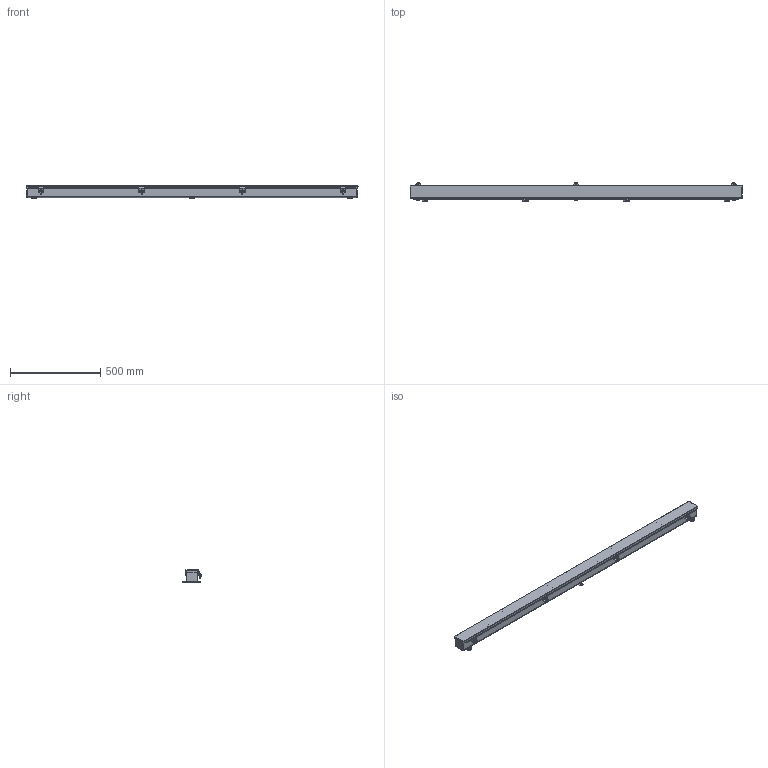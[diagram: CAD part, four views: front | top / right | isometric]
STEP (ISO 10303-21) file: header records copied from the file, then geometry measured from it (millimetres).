
FILE_DESCRIPTION(/* description */ ('JIC,WW TROUGH,CH 2.5X2.5X72'),/* implementation_level */ '2;1');
FILE_NAME(/* name */ 'T2272CH.stp',/* time_stamp */ '2018-10-23T06:23:10-05:00',/* author */ ('KA'),/* organization */ (''),/* preprocessor_version */ 'ST-DEVELOPER v17',/* originating_system */ 'Autodesk Inventor 2018',/* authorisation */ '');
FILE_SCHEMA (('AUTOMOTIVE_DESIGN { 1 0 10303 214 3 1 1 }'));
Length unit declared in the file: inch
Products named in the file (12): T2272CH; T2272CHBKP; T22CHLRS; 34844; T2272CHLP; C1001; 3289; 3289LH; 3289LH_1; 3289P; 372134; C1002
Assembly tree (23 placements, depth 3):
  T2272CH
    T2272CHBKP
    T22CHLRS  x2
    34844  x3
    T2272CHLP
    C1001  x4
    3289
      3289LH
      3289LH_1
      3289P
    372134  x4
    C1002  x4
Bounding box: 1836.74 x 104.01 x 70.68 mm (x, y, z)
Volume: 1188380.9 mm3; surface area: 1349774.9 mm2
Topology: 22 solids, 22 shells, 1095 faces, 3057 edges, 2014 vertices
Faces by surface type: plane 692, cylinder 383, bspline 8, sphere 8, cone 4
Full cylindrical faces by diameter (mm): 2.54 x1, 2.957 x142, 4.978 x4, 6.35 x4, 7.144 x6, 8.738 x4, 10.402 x4
Entity records: 31275 total; most frequent: CARTESIAN_POINT 5410, ORIENTED_EDGE 5104, DIRECTION 5042, EDGE_CURVE 2552, LINE 1882, VECTOR 1882, VERTEX_POINT 1676, AXIS2_PLACEMENT_3D 1580
